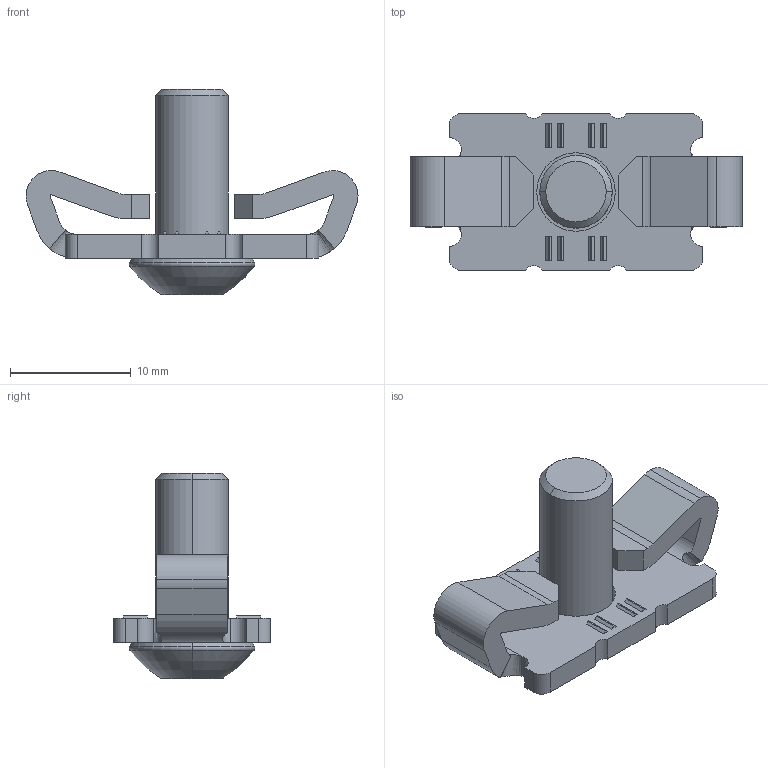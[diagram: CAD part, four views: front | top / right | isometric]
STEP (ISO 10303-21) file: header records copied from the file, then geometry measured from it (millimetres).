
FILE_DESCRIPTION (( 'STEP AP214' ), '1' );
FILE_NAME ('262311006.STEP', '2014-02-20T10:26:31', ( '' ), ( '' ), 'SwSTEP 2.0', 'SolidWorks 2014', '' );
FILE_SCHEMA (( 'AUTOMOTIVE_DESIGN' ));
Length unit declared in the file: millimetre
Products named in the file (1): 262311006
Bounding box: 27.5 x 13 x 17 mm (x, y, z)
Volume: 1329.7 mm3; surface area: 1613 mm2
Topology: 2 solids, 2 shells, 132 faces, 340 edges, 222 vertices
Faces by surface type: plane 84, cylinder 34, torus 6, bspline 4, cone 4
Entity records: 5928 total; most frequent: CARTESIAN_POINT 1158, ORIENTED_EDGE 680, DIRECTION 674, EDGE_CURVE 340, VECTOR 244, LINE 244, VERTEX_POINT 222, AXIS2_PLACEMENT_3D 215
